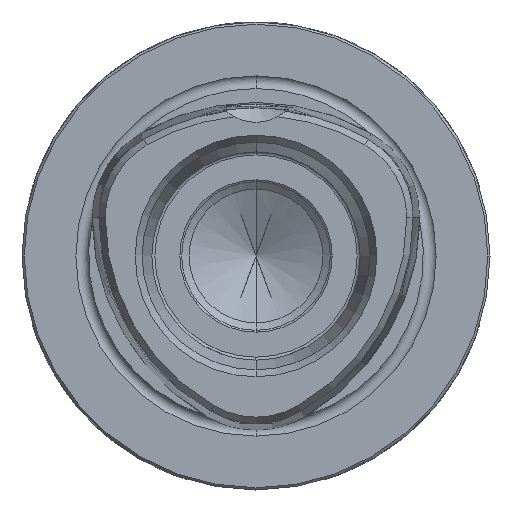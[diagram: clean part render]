
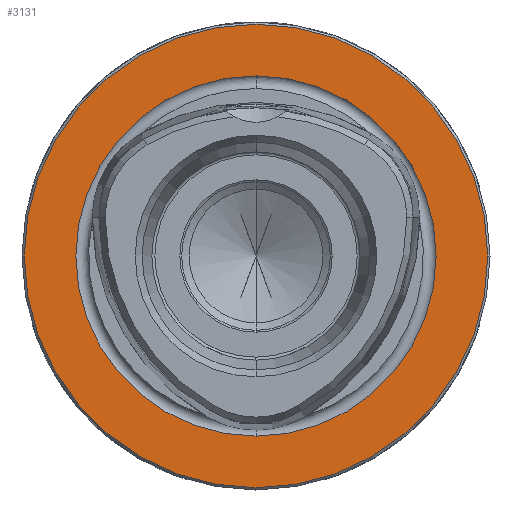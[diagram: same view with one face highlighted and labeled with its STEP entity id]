
A CAD part, front view. The second image highlights one B-rep face of the part: STEP entity #3131.
In plain terms, the highlighted planar face has unit normal (0, -1, 0).
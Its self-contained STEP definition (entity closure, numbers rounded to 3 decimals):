
#1177=CARTESIAN_POINT('',(0.,0.,
0.));
#1178=DIRECTION('',(0.,-1.,0.));
#1179=DIRECTION('',(1.,0.,0.));
#1180=AXIS2_PLACEMENT_3D('',#1177,#1178,#1179);
#1182=CARTESIAN_POINT('',(0.,0.,
0.));
#1183=DIRECTION('',(0.,-1.,0.));
#1184=DIRECTION('',(-1.,0.,0.));
#1185=AXIS2_PLACEMENT_3D('',#1182,#1183,#1184);
#1187=CARTESIAN_POINT('',(0.,0.,0.));
#1188=DIRECTION('',(0.,-1.,0.));
#1189=DIRECTION('',(0.,0.,-1.));
#1190=AXIS2_PLACEMENT_3D('',#1187,#1188,#1189);
#1192=CARTESIAN_POINT('',(0.,0.,0.));
#1193=DIRECTION('',(0.,-1.,0.));
#1194=DIRECTION('',(0.,0.,1.));
#1195=AXIS2_PLACEMENT_3D('',#1192,#1193,#1194);
#1812=CARTESIAN_POINT('',(31.2,0.,
0.));
#1813=CARTESIAN_POINT('',(-31.2,0.,0.));
#1814=VERTEX_POINT('',#1812);
#1815=VERTEX_POINT('',#1813);
#1820=CARTESIAN_POINT('',(0.,0.,-24.25));
#1821=CARTESIAN_POINT('',(0.,0.,24.25));
#1822=VERTEX_POINT('',#1820);
#1823=VERTEX_POINT('',#1821);
#3116=CARTESIAN_POINT('',(0.,0.,0.));
#3117=DIRECTION('',(0.,-1.,0.));
#3118=DIRECTION('',(-1.,0.,0.));
#3119=AXIS2_PLACEMENT_3D('',#3116,#3117,#3118);
#3120=PLANE('',#3119);
#3122=ORIENTED_EDGE('',*,*,#3121,.F.);
#3124=ORIENTED_EDGE('',*,*,#3123,.F.);
#3125=EDGE_LOOP('',(#3122,#3124));
#3126=FACE_OUTER_BOUND('',#3125,.F.);
#3127=ORIENTED_EDGE('',*,*,#2279,.T.);
#3128=ORIENTED_EDGE('',*,*,#2144,.T.);
#3129=EDGE_LOOP('',(#3127,#3128));
#3130=FACE_BOUND('',#3129,.F.);
#3131=ADVANCED_FACE('',(#3126,#3130),#3120,.T.);
#1181=CIRCLE('',#1180,31.2);
#1186=CIRCLE('',#1185,31.2);
#1191=CIRCLE('',#1190,24.25);
#1196=CIRCLE('',#1195,24.25);
#2144=EDGE_CURVE('',#1823,#1822,#1196,.T.);
#2279=EDGE_CURVE('',#1822,#1823,#1191,.T.);
#3121=EDGE_CURVE('',#1814,#1815,#1181,.T.);
#3123=EDGE_CURVE('',#1815,#1814,#1186,.T.);
